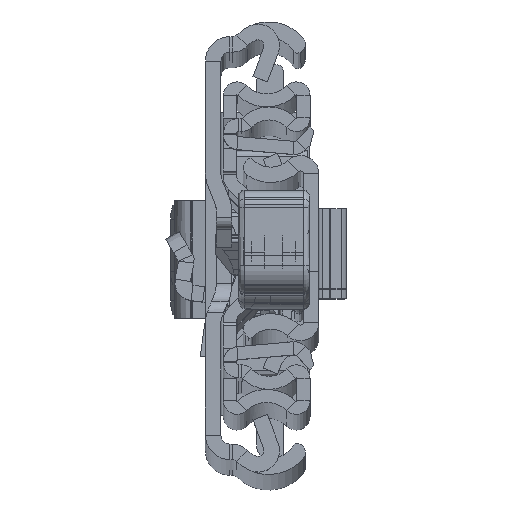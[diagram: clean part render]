
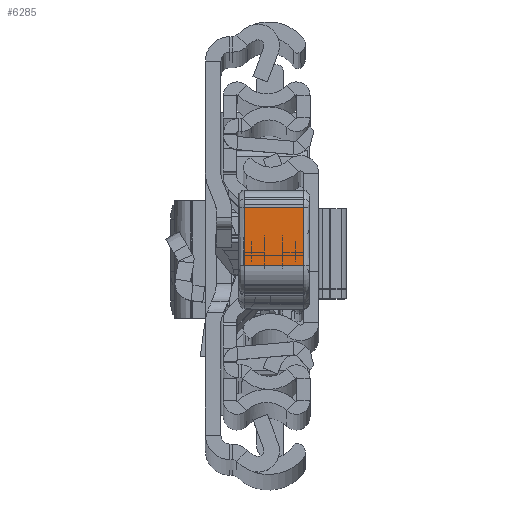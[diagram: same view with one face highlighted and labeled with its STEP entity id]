
A CAD part, top view. The second image highlights one B-rep face of the part: STEP entity #6285.
In plain terms, the highlighted face is planar.
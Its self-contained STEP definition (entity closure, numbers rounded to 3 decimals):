
#2126 = ORIENTED_EDGE ( 'NONE', *, *, #18702, .F. ) ;
#5322 = DIRECTION ( 'NONE',  ( 0.027, 1., 0. ) ) ;
#6285 = ADVANCED_FACE ( 'NONE', ( #7936 ), #35368, .F. ) ;
#6632 = VECTOR ( 'NONE', #34671, 1000. ) ;
#7936 = FACE_OUTER_BOUND ( 'NONE', #21503, .T. ) ;
#11296 = VERTEX_POINT ( 'NONE', #30435 ) ;
#11453 = AXIS2_PLACEMENT_3D ( 'NONE', #23421, #12127, #29381 ) ;
#11853 = VERTEX_POINT ( 'NONE', #29540 ) ;
#12127 = DIRECTION ( 'NONE',  ( -1., 0.027, 0. ) ) ;
#14095 = LINE ( 'NONE', #28499, #6632 ) ;
#14278 = VERTEX_POINT ( 'NONE', #17778 ) ;
#15201 = EDGE_CURVE ( 'NONE', #11296, #11853, #17410, .T. ) ;
#15743 = ORIENTED_EDGE ( 'NONE', *, *, #36366, .F. ) ;
#16761 = ORIENTED_EDGE ( 'NONE', *, *, #15201, .F. ) ;
#17410 = LINE ( 'NONE', #31485, #25354 ) ;
#17778 = CARTESIAN_POINT ( 'NONE',  ( 39.818, -2.465, -10. ) ) ;
#18050 = CARTESIAN_POINT ( 'NONE',  ( 39.55, -12.274, -10. ) ) ;
#18702 = EDGE_CURVE ( 'NONE', #14278, #25503, #21295, .T. ) ;
#18956 = CARTESIAN_POINT ( 'NONE',  ( 39.55, -12.274, -10. ) ) ;
#19636 = LINE ( 'NONE', #28117, #22848 ) ;
#21295 = LINE ( 'NONE', #18050, #32776 ) ;
#21503 = EDGE_LOOP ( 'NONE', ( #15743, #2126, #28535, #16761 ) ) ;
#22848 = VECTOR ( 'NONE', #26003, 1000. ) ;
#23421 = CARTESIAN_POINT ( 'NONE',  ( 39.55, -12.274, -11. ) ) ;
#25354 = VECTOR ( 'NONE', #5322, 1000. ) ;
#25503 = VERTEX_POINT ( 'NONE', #18956 ) ;
#26003 = DIRECTION ( 'NONE',  ( 0., 0., 1. ) ) ;
#28117 = CARTESIAN_POINT ( 'NONE',  ( 39.55, -12.274, -11. ) ) ;
#28499 = CARTESIAN_POINT ( 'NONE',  ( 39.818, -2.465, -11. ) ) ;
#28535 = ORIENTED_EDGE ( 'NONE', *, *, #30460, .F. ) ;
#29381 = DIRECTION ( 'NONE',  ( -0.027, -1., 0. ) ) ;
#29540 = CARTESIAN_POINT ( 'NONE',  ( 39.818, -2.465, 0. ) ) ;
#30167 = DIRECTION ( 'NONE',  ( -0.027, -1., 0. ) ) ;
#30435 = CARTESIAN_POINT ( 'NONE',  ( 39.55, -12.274, 0. ) ) ;
#30460 = EDGE_CURVE ( 'NONE', #11853, #14278, #14095, .T. ) ;
#31485 = CARTESIAN_POINT ( 'NONE',  ( 39.55, -12.274, 0. ) ) ;
#32776 = VECTOR ( 'NONE', #30167, 1000. ) ;
#34671 = DIRECTION ( 'NONE',  ( 0., 0., -1. ) ) ;
#35368 = PLANE ( 'NONE',  #11453 ) ;
#36366 = EDGE_CURVE ( 'NONE', #25503, #11296, #19636, .T. ) ;
